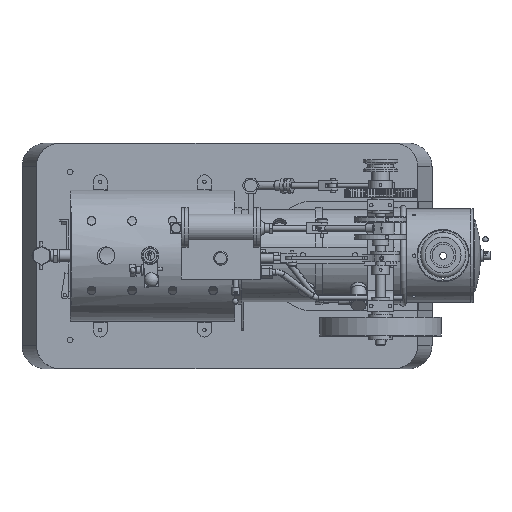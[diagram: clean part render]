
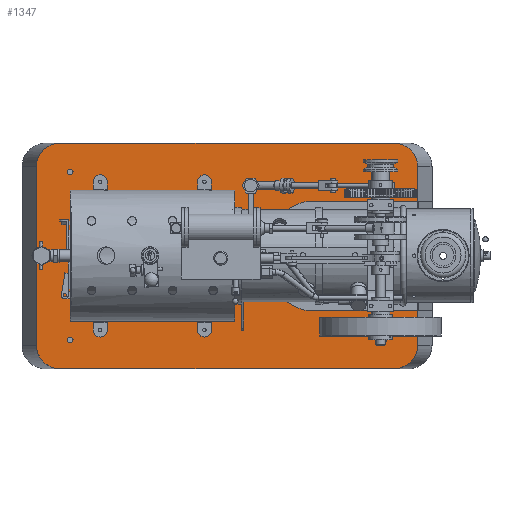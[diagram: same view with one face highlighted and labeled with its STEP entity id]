
A CAD part, top view. The second image highlights one B-rep face of the part: STEP entity #1347.
In plain terms, the highlighted planar face has unit normal (0, 0, 1).
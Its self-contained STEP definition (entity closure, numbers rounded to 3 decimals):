
#576 = VERTEX_POINT('',#577);
#577 = CARTESIAN_POINT('',(-97.624,67.473,
    13.605));
#593 = EDGE_CURVE('',#576,#576,#594,.T.);
#594 = CIRCLE('',#595,2.067);
#595 = AXIS2_PLACEMENT_3D('',#596,#597,#598);
#596 = CARTESIAN_POINT('',(-95.557,67.473,
    13.605));
#597 = DIRECTION('',(0.,0.,-1.));
#598 = DIRECTION('',(1.,0.,0.));
#609 = VERTEX_POINT('',#610);
#610 = CARTESIAN_POINT('',(-97.624,-60.527,
    13.605));
#626 = EDGE_CURVE('',#609,#609,#627,.T.);
#627 = CIRCLE('',#628,2.067);
#628 = AXIS2_PLACEMENT_3D('',#629,#630,#631);
#629 = CARTESIAN_POINT('',(-95.557,-60.527,
    13.605));
#630 = DIRECTION('',(0.,0.,-1.));
#631 = DIRECTION('',(1.,0.,0.));
#642 = VERTEX_POINT('',#643);
#643 = CARTESIAN_POINT('',(-187.624,67.473,
    13.605));
#659 = EDGE_CURVE('',#642,#642,#660,.T.);
#660 = CIRCLE('',#661,2.067);
#661 = AXIS2_PLACEMENT_3D('',#662,#663,#664);
#662 = CARTESIAN_POINT('',(-185.557,67.473,
    13.605));
#663 = DIRECTION('',(0.,0.,-1.));
#664 = DIRECTION('',(1.,0.,0.));
#675 = VERTEX_POINT('',#676);
#676 = CARTESIAN_POINT('',(-187.624,-60.527,
    13.605));
#692 = EDGE_CURVE('',#675,#675,#693,.T.);
#693 = CIRCLE('',#694,2.067);
#694 = AXIS2_PLACEMENT_3D('',#695,#696,#697);
#695 = CARTESIAN_POINT('',(-185.557,-60.527,
    13.605));
#696 = DIRECTION('',(0.,0.,-1.));
#697 = DIRECTION('',(1.,0.,0.));
#708 = VERTEX_POINT('',#709);
#709 = CARTESIAN_POINT('',(56.879,75.973,
    13.605));
#725 = EDGE_CURVE('',#708,#708,#726,.T.);
#726 = CIRCLE('',#727,2.5);
#727 = AXIS2_PLACEMENT_3D('',#728,#729,#730);
#728 = CARTESIAN_POINT('',(59.379,75.973,
    13.605));
#729 = DIRECTION('',(0.,0.,-1.));
#730 = DIRECTION('',(1.,0.,0.));
#741 = VERTEX_POINT('',#742);
#742 = CARTESIAN_POINT('',(-214.057,75.973,
    13.605));
#758 = EDGE_CURVE('',#741,#741,#759,.T.);
#759 = CIRCLE('',#760,2.5);
#760 = AXIS2_PLACEMENT_3D('',#761,#762,#763);
#761 = CARTESIAN_POINT('',(-211.557,75.973,
    13.605));
#762 = DIRECTION('',(0.,0.,-1.));
#763 = DIRECTION('',(1.,0.,0.));
#774 = VERTEX_POINT('',#775);
#775 = CARTESIAN_POINT('',(56.879,-69.027,
    13.605));
#791 = EDGE_CURVE('',#774,#774,#792,.T.);
#792 = CIRCLE('',#793,2.5);
#793 = AXIS2_PLACEMENT_3D('',#794,#795,#796);
#794 = CARTESIAN_POINT('',(59.379,-69.027,
    13.605));
#795 = DIRECTION('',(0.,0.,-1.));
#796 = DIRECTION('',(1.,0.,0.));
#807 = VERTEX_POINT('',#808);
#808 = CARTESIAN_POINT('',(-214.057,-69.027,
    13.605));
#824 = EDGE_CURVE('',#807,#807,#825,.T.);
#825 = CIRCLE('',#826,2.5);
#826 = AXIS2_PLACEMENT_3D('',#827,#828,#829);
#827 = CARTESIAN_POINT('',(-211.557,-69.027,
    13.605));
#828 = DIRECTION('',(0.,0.,-1.));
#829 = DIRECTION('',(1.,0.,0.));
#850 = VERTEX_POINT('',#851);
#851 = CARTESIAN_POINT('',(-12.089,-33.527,
    13.605));
#857 = EDGE_CURVE('',#858,#850,#860,.T.);
#858 = VERTEX_POINT('',#859);
#859 = CARTESIAN_POINT('',(88.379,-33.527,
    13.605));
#860 = LINE('',#861,#862);
#861 = CARTESIAN_POINT('',(88.379,-33.527,
    13.605));
#862 = VECTOR('',#863,1.);
#863 = DIRECTION('',(-1.,0.,0.));
#888 = EDGE_CURVE('',#889,#858,#891,.T.);
#889 = VERTEX_POINT('',#890);
#890 = CARTESIAN_POINT('',(88.379,-74.027,
    13.605));
#891 = LINE('',#892,#893);
#892 = CARTESIAN_POINT('',(88.379,-74.027,
    13.605));
#893 = VECTOR('',#894,1.);
#894 = DIRECTION('',(0.,1.,0.));
#913 = VERTEX_POINT('',#914);
#914 = CARTESIAN_POINT('',(67.32,-94.027,
    13.605));
#920 = EDGE_CURVE('',#913,#889,#921,.T.);
#921 = ELLIPSE('',#922,21.06,20.);
#922 = AXIS2_PLACEMENT_3D('',#923,#924,#925);
#923 = CARTESIAN_POINT('',(67.32,-74.027,
    13.605));
#924 = DIRECTION('',(0.,0.,1.));
#925 = DIRECTION('',(1.,0.,0.));
#954 = EDGE_CURVE('',#955,#913,#957,.T.);
#955 = VERTEX_POINT('',#956);
#956 = CARTESIAN_POINT('',(-219.497,-94.027,
    13.605));
#957 = LINE('',#958,#959);
#958 = CARTESIAN_POINT('',(-219.497,-94.027,
    13.605));
#959 = VECTOR('',#960,1.);
#960 = DIRECTION('',(1.,0.,0.));
#979 = VERTEX_POINT('',#980);
#980 = CARTESIAN_POINT('',(-240.557,-74.027,
    13.605));
#986 = EDGE_CURVE('',#979,#955,#987,.T.);
#987 = ELLIPSE('',#988,21.06,20.);
#988 = AXIS2_PLACEMENT_3D('',#989,#990,#991);
#989 = CARTESIAN_POINT('',(-219.497,-74.027,
    13.605));
#990 = DIRECTION('',(0.,0.,1.));
#991 = DIRECTION('',(-1.,0.,0.));
#1020 = EDGE_CURVE('',#1021,#979,#1023,.T.);
#1021 = VERTEX_POINT('',#1022);
#1022 = CARTESIAN_POINT('',(-240.557,80.973,
    13.605));
#1023 = LINE('',#1024,#1025);
#1024 = CARTESIAN_POINT('',(-240.557,80.973,
    13.605));
#1025 = VECTOR('',#1026,1.);
#1026 = DIRECTION('',(0.,-1.,0.));
#1045 = VERTEX_POINT('',#1046);
#1046 = CARTESIAN_POINT('',(-219.497,100.973,
    13.605));
#1052 = EDGE_CURVE('',#1045,#1021,#1053,.T.);
#1053 = ELLIPSE('',#1054,21.06,20.);
#1054 = AXIS2_PLACEMENT_3D('',#1055,#1056,#1057);
#1055 = CARTESIAN_POINT('',(-219.497,80.973,
    13.605));
#1056 = DIRECTION('',(0.,0.,1.));
#1057 = DIRECTION('',(-1.,0.,0.));
#1086 = EDGE_CURVE('',#1087,#1045,#1089,.T.);
#1087 = VERTEX_POINT('',#1088);
#1088 = CARTESIAN_POINT('',(67.32,100.973,
    13.605));
#1089 = LINE('',#1090,#1091);
#1090 = CARTESIAN_POINT('',(67.32,100.973,
    13.605));
#1091 = VECTOR('',#1092,1.);
#1092 = DIRECTION('',(-1.,0.,0.));
#1111 = VERTEX_POINT('',#1112);
#1112 = CARTESIAN_POINT('',(88.379,80.973,
    13.605));
#1118 = EDGE_CURVE('',#1111,#1087,#1119,.T.);
#1119 = ELLIPSE('',#1120,21.06,20.);
#1120 = AXIS2_PLACEMENT_3D('',#1121,#1122,#1123);
#1121 = CARTESIAN_POINT('',(67.32,80.973,
    13.605));
#1122 = DIRECTION('',(0.,0.,1.));
#1123 = DIRECTION('',(1.,0.,0.));
#1152 = EDGE_CURVE('',#1153,#1111,#1155,.T.);
#1153 = VERTEX_POINT('',#1154);
#1154 = CARTESIAN_POINT('',(88.379,40.473,
    13.605));
#1155 = LINE('',#1156,#1157);
#1156 = CARTESIAN_POINT('',(88.379,40.473,
    13.605));
#1157 = VECTOR('',#1158,1.);
#1158 = DIRECTION('',(0.,1.,0.));
#1183 = EDGE_CURVE('',#1184,#1153,#1186,.T.);
#1184 = VERTEX_POINT('',#1185);
#1185 = CARTESIAN_POINT('',(-12.089,40.473,
    13.605));
#1186 = LINE('',#1187,#1188);
#1187 = CARTESIAN_POINT('',(-12.089,40.473,
    13.605));
#1188 = VECTOR('',#1189,1.);
#1189 = DIRECTION('',(1.,0.,0.));
#1214 = EDGE_CURVE('',#1215,#1184,#1217,.T.);
#1215 = VERTEX_POINT('',#1216);
#1216 = CARTESIAN_POINT('',(-12.089,15.473,
    13.605));
#1217 = LINE('',#1218,#1219);
#1218 = CARTESIAN_POINT('',(-12.089,15.473,
    13.605));
#1219 = VECTOR('',#1220,1.);
#1220 = DIRECTION('',(0.,1.,0.));
#1245 = EDGE_CURVE('',#1246,#1215,#1248,.T.);
#1246 = VERTEX_POINT('',#1247);
#1247 = CARTESIAN_POINT('',(-192.089,15.473,
    13.605));
#1248 = LINE('',#1249,#1250);
#1249 = CARTESIAN_POINT('',(-192.089,15.473,
    13.605));
#1250 = VECTOR('',#1251,1.);
#1251 = DIRECTION('',(1.,0.,0.));
#1276 = EDGE_CURVE('',#1277,#1246,#1279,.T.);
#1277 = VERTEX_POINT('',#1278);
#1278 = CARTESIAN_POINT('',(-192.089,-8.527,
    13.605));
#1279 = LINE('',#1280,#1281);
#1280 = CARTESIAN_POINT('',(-192.089,-8.527,
    13.605));
#1281 = VECTOR('',#1282,1.);
#1282 = DIRECTION('',(0.,1.,0.));
#1307 = EDGE_CURVE('',#1308,#1277,#1310,.T.);
#1308 = VERTEX_POINT('',#1309);
#1309 = CARTESIAN_POINT('',(-12.089,-8.527,
    13.605));
#1310 = LINE('',#1311,#1312);
#1311 = CARTESIAN_POINT('',(-12.089,-8.527,
    13.605));
#1312 = VECTOR('',#1313,1.);
#1313 = DIRECTION('',(-1.,0.,0.));
#1336 = EDGE_CURVE('',#850,#1308,#1337,.T.);
#1337 = LINE('',#1338,#1339);
#1338 = CARTESIAN_POINT('',(-12.089,-33.527,
    13.605));
#1339 = VECTOR('',#1340,1.);
#1340 = DIRECTION('',(0.,1.,0.));
#1347 = ADVANCED_FACE('',(#1348,#1366,#1369,#1372,#1375,#1378,#1381,
    #1384,#1387),#1390,.T.);
#1348 = FACE_BOUND('',#1349,.T.);
#1349 = EDGE_LOOP('',(#1350,#1351,#1352,#1353,#1354,#1355,#1356,#1357,
    #1358,#1359,#1360,#1361,#1362,#1363,#1364,#1365));
#1350 = ORIENTED_EDGE('',*,*,#1336,.T.);
#1351 = ORIENTED_EDGE('',*,*,#1307,.T.);
#1352 = ORIENTED_EDGE('',*,*,#1276,.T.);
#1353 = ORIENTED_EDGE('',*,*,#1245,.T.);
#1354 = ORIENTED_EDGE('',*,*,#1214,.T.);
#1355 = ORIENTED_EDGE('',*,*,#1183,.T.);
#1356 = ORIENTED_EDGE('',*,*,#1152,.T.);
#1357 = ORIENTED_EDGE('',*,*,#1118,.T.);
#1358 = ORIENTED_EDGE('',*,*,#1086,.T.);
#1359 = ORIENTED_EDGE('',*,*,#1052,.T.);
#1360 = ORIENTED_EDGE('',*,*,#1020,.T.);
#1361 = ORIENTED_EDGE('',*,*,#986,.T.);
#1362 = ORIENTED_EDGE('',*,*,#954,.T.);
#1363 = ORIENTED_EDGE('',*,*,#920,.T.);
#1364 = ORIENTED_EDGE('',*,*,#888,.T.);
#1365 = ORIENTED_EDGE('',*,*,#857,.T.);
#1366 = FACE_BOUND('',#1367,.T.);
#1367 = EDGE_LOOP('',(#1368));
#1368 = ORIENTED_EDGE('',*,*,#593,.T.);
#1369 = FACE_BOUND('',#1370,.T.);
#1370 = EDGE_LOOP('',(#1371));
#1371 = ORIENTED_EDGE('',*,*,#626,.T.);
#1372 = FACE_BOUND('',#1373,.T.);
#1373 = EDGE_LOOP('',(#1374));
#1374 = ORIENTED_EDGE('',*,*,#659,.T.);
#1375 = FACE_BOUND('',#1376,.T.);
#1376 = EDGE_LOOP('',(#1377));
#1377 = ORIENTED_EDGE('',*,*,#692,.T.);
#1378 = FACE_BOUND('',#1379,.T.);
#1379 = EDGE_LOOP('',(#1380));
#1380 = ORIENTED_EDGE('',*,*,#725,.T.);
#1381 = FACE_BOUND('',#1382,.T.);
#1382 = EDGE_LOOP('',(#1383));
#1383 = ORIENTED_EDGE('',*,*,#758,.T.);
#1384 = FACE_BOUND('',#1385,.T.);
#1385 = EDGE_LOOP('',(#1386));
#1386 = ORIENTED_EDGE('',*,*,#791,.T.);
#1387 = FACE_BOUND('',#1388,.T.);
#1388 = EDGE_LOOP('',(#1389));
#1389 = ORIENTED_EDGE('',*,*,#824,.T.);
#1390 = PLANE('',#1391);
#1391 = AXIS2_PLACEMENT_3D('',#1392,#1393,#1394);
#1392 = CARTESIAN_POINT('',(-76.089,3.473,
    13.605));
#1393 = DIRECTION('',(0.,0.,1.));
#1394 = DIRECTION('',(1.,0.,0.));
